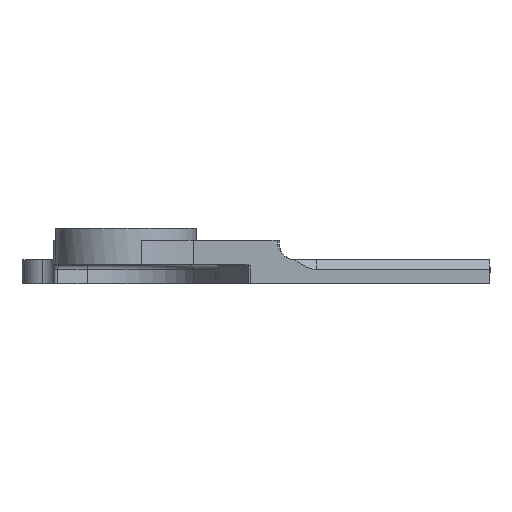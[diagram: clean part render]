
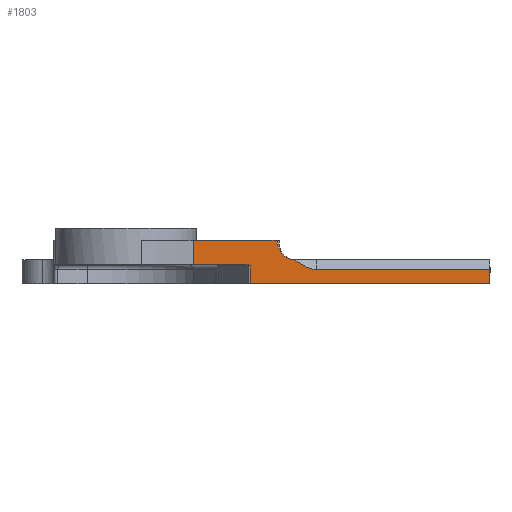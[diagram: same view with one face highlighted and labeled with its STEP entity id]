
A CAD part, front view. The second image highlights one B-rep face of the part: STEP entity #1803.
In plain terms, the highlighted planar face has unit normal (0, -1, 0).
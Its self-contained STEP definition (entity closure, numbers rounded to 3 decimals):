
#48 = CARTESIAN_POINT ( 'NONE',  ( 75., -13., -1. ) ) ;
#128 = VECTOR ( 'NONE', #411, 1000. ) ;
#160 = VERTEX_POINT ( 'NONE', #1020 ) ;
#175 = CARTESIAN_POINT ( 'NONE',  ( 38.172, -13., -0.872 ) ) ;
#190 = B_SPLINE_CURVE_WITH_KNOTS ( 'NONE', 3,
 ( #2515, #1356, #2289, #2481, #279, #2716, #1387, #2689, #699, #476, #305, #1835, #2234, #265 ),
 .UNSPECIFIED., .F., .F.,
 ( 4, 2, 2, 2, 2, 2, 4 ),
 ( 0., 0.001, 0.001, 0.002, 0.003, 0.004, 0.005 ),
 .UNSPECIFIED. ) ;
#202 = ORIENTED_EDGE ( 'NONE', *, *, #944, .T. ) ;
#248 = DIRECTION ( 'NONE',  ( 0., 0., -1. ) ) ;
#265 = CARTESIAN_POINT ( 'NONE',  ( 31.128, -13., 4.18 ) ) ;
#279 = CARTESIAN_POINT ( 'NONE',  ( 33.708, -13., 1.171 ) ) ;
#305 = CARTESIAN_POINT ( 'NONE',  ( 31.868, -13., 2.615 ) ) ;
#337 = CARTESIAN_POINT ( 'NONE',  ( 38.989, -13., -1. ) ) ;
#349 = CARTESIAN_POINT ( 'NONE',  ( 35.101, -13., 0.754 ) ) ;
#357 = VECTOR ( 'NONE', #639, 1000. ) ;
#365 = CARTESIAN_POINT ( 'NONE',  ( 35.434, -13., 0.516 ) ) ;
#411 = DIRECTION ( 'NONE',  ( 0., 0., 1. ) ) ;
#433 = CARTESIAN_POINT ( 'NONE',  ( 13.829, -13., 1. ) ) ;
#435 = CARTESIAN_POINT ( 'NONE',  ( 31.128, -13., 4.18 ) ) ;
#476 = CARTESIAN_POINT ( 'NONE',  ( 32.126, -13., 2.26 ) ) ;
#529 = DIRECTION ( 'NONE',  ( 0., 0., 1. ) ) ;
#543 = CARTESIAN_POINT ( 'NONE',  ( 0., -13., -4. ) ) ;
#567 = CARTESIAN_POINT ( 'NONE',  ( 37.196, -13., -0.527 ) ) ;
#622 = CARTESIAN_POINT ( 'NONE',  ( 39.196, -13., -1. ) ) ;
#639 = DIRECTION ( 'NONE',  ( 1., 0., 0. ) ) ;
#661 = ORIENTED_EDGE ( 'NONE', *, *, #2294, .T. ) ;
#683 = ORIENTED_EDGE ( 'NONE', *, *, #2797, .T. ) ;
#685 = VERTEX_POINT ( 'NONE', #435 ) ;
#699 = CARTESIAN_POINT ( 'NONE',  ( 32.591, -13., 1.814 ) ) ;
#711 = CARTESIAN_POINT ( 'NONE',  ( 0., -13., -1. ) ) ;
#731 = AXIS2_PLACEMENT_3D ( 'NONE', #1090, #857, #2405 ) ;
#819 = CARTESIAN_POINT ( 'NONE',  ( 0., -13., 0. ) ) ;
#855 = CARTESIAN_POINT ( 'NONE',  ( 24.711, -13., 0. ) ) ;
#857 = DIRECTION ( 'NONE',  ( 0., -1., 0. ) ) ;
#891 = LINE ( 'NONE', #2648, #128 ) ;
#897 = EDGE_CURVE ( 'NONE', #1363, #1619, #2751, .T. ) ;
#902 = CARTESIAN_POINT ( 'NONE',  ( 13.829, -13., 5. ) ) ;
#906 = VERTEX_POINT ( 'NONE', #2122 ) ;
#944 = EDGE_CURVE ( 'NONE', #906, #1441, #1223, .T. ) ;
#1020 = CARTESIAN_POINT ( 'NONE',  ( 13.829, -13., 0. ) ) ;
#1087 = CARTESIAN_POINT ( 'NONE',  ( 25.037, -13., 0. ) ) ;
#1090 = CARTESIAN_POINT ( 'NONE',  ( 0., -13., -4. ) ) ;
#1131 = VERTEX_POINT ( 'NONE', #1604 ) ;
#1134 = EDGE_CURVE ( 'NONE', #1619, #685, #190, .T. ) ;
#1143 = VERTEX_POINT ( 'NONE', #48 ) ;
#1145 = EDGE_CURVE ( 'NONE', #1441, #1152, #1157, .T. ) ;
#1152 = VERTEX_POINT ( 'NONE', #2051 ) ;
#1157 = LINE ( 'NONE', #1198, #1936 ) ;
#1175 = ORIENTED_EDGE ( 'NONE', *, *, #1134, .T. ) ;
#1192 = EDGE_LOOP ( 'NONE', ( #661, #2150, #1175, #683, #1484, #1831, #1371, #202, #1271, #1667, #2154 ) ) ;
#1198 = CARTESIAN_POINT ( 'NONE',  ( 25.579, -13., -4. ) ) ;
#1223 =( BOUNDED_CURVE ( )  B_SPLINE_CURVE ( 3, ( #855, #1087, #2660, #1996 ),
 .UNSPECIFIED., .F., .T. ) 
 B_SPLINE_CURVE_WITH_KNOTS ( ( 4, 4 ),
 ( 4.712, 5.465 ),
 .UNSPECIFIED. ) 
 CURVE ( )  GEOMETRIC_REPRESENTATION_ITEM ( )  RATIONAL_B_SPLINE_CURVE ( ( 1., 0.953, 0.953, 1. ) ) 
 REPRESENTATION_ITEM ( '' )  );
#1232 = CARTESIAN_POINT ( 'NONE',  ( 75., -13., -4. ) ) ;
#1248 = CARTESIAN_POINT ( 'NONE',  ( 34.773, -13., 1. ) ) ;
#1271 = ORIENTED_EDGE ( 'NONE', *, *, #1145, .T. ) ;
#1274 = FACE_OUTER_BOUND ( 'NONE', #1192, .T. ) ;
#1356 = CARTESIAN_POINT ( 'NONE',  ( 34.556, -13., 1. ) ) ;
#1363 = VERTEX_POINT ( 'NONE', #2634 ) ;
#1365 = CARTESIAN_POINT ( 'NONE',  ( 25.579, -13., -0.297 ) ) ;
#1371 = ORIENTED_EDGE ( 'NONE', *, *, #2335, .T. ) ;
#1387 = CARTESIAN_POINT ( 'NONE',  ( 33.122, -13., 1.438 ) ) ;
#1394 = EDGE_CURVE ( 'NONE', #1525, #160, #2409, .T. ) ;
#1441 = VERTEX_POINT ( 'NONE', #1365 ) ;
#1453 = DIRECTION ( 'NONE',  ( 1., 0., 0. ) ) ;
#1464 = CARTESIAN_POINT ( 'NONE',  ( 36.466, -13., -0.148 ) ) ;
#1484 = ORIENTED_EDGE ( 'NONE', *, *, #2507, .F. ) ;
#1525 = VERTEX_POINT ( 'NONE', #1848 ) ;
#1570 = VECTOR ( 'NONE', #1453, 1000. ) ;
#1575 = VECTOR ( 'NONE', #529, 1000. ) ;
#1604 = CARTESIAN_POINT ( 'NONE',  ( 31.128, -13., 5. ) ) ;
#1619 = VERTEX_POINT ( 'NONE', #1706 ) ;
#1647 = CARTESIAN_POINT ( 'NONE',  ( 31.128, -13., 5. ) ) ;
#1667 = ORIENTED_EDGE ( 'NONE', *, *, #1982, .T. ) ;
#1683 = LINE ( 'NONE', #819, #1570 ) ;
#1706 = CARTESIAN_POINT ( 'NONE',  ( 34.773, -13., 1. ) ) ;
#1711 = CARTESIAN_POINT ( 'NONE',  ( 38.372, -13., -0.919 ) ) ;
#1803 = ADVANCED_FACE ( 'NONE', ( #1274 ), #2851, .T. ) ;
#1831 = ORIENTED_EDGE ( 'NONE', *, *, #1394, .T. ) ;
#1835 = CARTESIAN_POINT ( 'NONE',  ( 31.45, -13., 3.373 ) ) ;
#1848 = CARTESIAN_POINT ( 'NONE',  ( 13.829, -13., 5. ) ) ;
#1885 = VECTOR ( 'NONE', #2725, 1000. ) ;
#1935 = VECTOR ( 'NONE', #2605, 1000. ) ;
#1936 = VECTOR ( 'NONE', #248, 1000. ) ;
#1982 = EDGE_CURVE ( 'NONE', #1152, #2719, #2551, .T. ) ;
#1996 = CARTESIAN_POINT ( 'NONE',  ( 25.579, -13., -0.297 ) ) ;
#2051 = CARTESIAN_POINT ( 'NONE',  ( 25.579, -13., -4. ) ) ;
#2078 = DIRECTION ( 'NONE',  ( -1., 0., 0. ) ) ;
#2122 = CARTESIAN_POINT ( 'NONE',  ( 24.711, -13., 0. ) ) ;
#2150 = ORIENTED_EDGE ( 'NONE', *, *, #897, .T. ) ;
#2154 = ORIENTED_EDGE ( 'NONE', *, *, #2490, .T. ) ;
#2234 = CARTESIAN_POINT ( 'NONE',  ( 31.286, -13., 3.779 ) ) ;
#2289 = CARTESIAN_POINT ( 'NONE',  ( 34.341, -13., 1.022 ) ) ;
#2294 = EDGE_CURVE ( 'NONE', #1143, #1363, #2750, .T. ) ;
#2308 = VECTOR ( 'NONE', #2078, 1000. ) ;
#2335 = EDGE_CURVE ( 'NONE', #160, #906, #1683, .T. ) ;
#2339 = CARTESIAN_POINT ( 'NONE',  ( 36.117, -13., 0.065 ) ) ;
#2355 = CARTESIAN_POINT ( 'NONE',  ( 38.78, -13., -0.983 ) ) ;
#2405 = DIRECTION ( 'NONE',  ( 1., 0., 0. ) ) ;
#2409 = LINE ( 'NONE', #433, #1935 ) ;
#2481 = CARTESIAN_POINT ( 'NONE',  ( 33.918, -13., 1.107 ) ) ;
#2490 = EDGE_CURVE ( 'NONE', #2719, #1143, #891, .T. ) ;
#2507 = EDGE_CURVE ( 'NONE', #1525, #1131, #2658, .T. ) ;
#2515 = CARTESIAN_POINT ( 'NONE',  ( 34.773, -13., 1. ) ) ;
#2524 = LINE ( 'NONE', #1647, #1575 ) ;
#2551 = LINE ( 'NONE', #543, #1885 ) ;
#2557 = CARTESIAN_POINT ( 'NONE',  ( 37.58, -13., -0.694 ) ) ;
#2605 = DIRECTION ( 'NONE',  ( 0., 0., -1. ) ) ;
#2634 = CARTESIAN_POINT ( 'NONE',  ( 39.196, -13., -1. ) ) ;
#2648 = CARTESIAN_POINT ( 'NONE',  ( 75., -13., -4. ) ) ;
#2658 = LINE ( 'NONE', #902, #357 ) ;
#2660 = CARTESIAN_POINT ( 'NONE',  ( 25.34, -13., -0.104 ) ) ;
#2689 = CARTESIAN_POINT ( 'NONE',  ( 32.76, -13., 1.677 ) ) ;
#2716 = CARTESIAN_POINT ( 'NONE',  ( 33.311, -13., 1.337 ) ) ;
#2719 = VERTEX_POINT ( 'NONE', #1232 ) ;
#2725 = DIRECTION ( 'NONE',  ( 1., 0., 0. ) ) ;
#2750 = LINE ( 'NONE', #711, #2308 ) ;
#2751 = B_SPLINE_CURVE_WITH_KNOTS ( 'NONE', 3,
 ( #622, #337, #2355, #1711, #175, #2557, #567, #1464, #2339, #365, #349, #1248 ),
 .UNSPECIFIED., .F., .F.,
 ( 4, 2, 2, 2, 2, 4 ),
 ( 0.007, 0.008, 0.009, 0.01, 0.011, 0.012 ),
 .UNSPECIFIED. ) ;
#2797 = EDGE_CURVE ( 'NONE', #685, #1131, #2524, .T. ) ;
#2851 = PLANE ( 'NONE',  #731 ) ;
